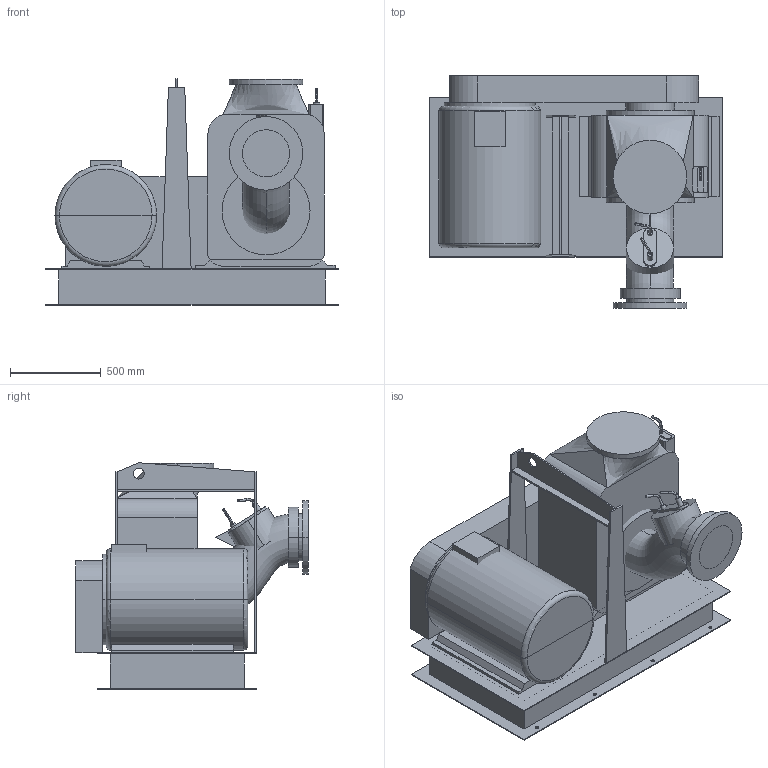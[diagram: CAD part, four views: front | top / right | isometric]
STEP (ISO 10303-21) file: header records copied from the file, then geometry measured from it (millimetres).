
FILE_DESCRIPTION(/* description */ (''),/* implementation_level */ '2;1');
FILE_NAME(/* name */ 'Насос Иртыш НС2 250-375-375-22-8-600_Q=300м3-ч.stp',/* time_stamp */ '2024-11-11T12:32:45+03:00',/* author */ ('a.zyazeva'),/* organization */ (''),/* preprocessor_version */ 'ST-DEVELOPER v18.1',/* originating_system */ 'Autodesk Inventor 2022',/* authorisation */ '');
FILE_SCHEMA (('AUTOMOTIVE_DESIGN { 1 0 10303 214 3 1 1 }'));
Length unit declared in the file: millimetre
Products named in the file (1): Насос Иртыш НС2
 250-375-375-22-8-600_Q=300м3-ч
Bounding box: 1610 x 1280 x 1248 mm (x, y, z)
Volume: 987186461.7 mm3; surface area: 17269520.8 mm2
Topology: 29 solids, 29 shells, 212 faces, 442 edges, 290 vertices
Faces by surface type: plane 136, cylinder 62, torus 8, bspline 6
Entity records: 9971 total; most frequent: CARTESIAN_POINT 5359, DIRECTION 930, ORIENTED_EDGE 884, EDGE_CURVE 442, AXIS2_PLACEMENT_3D 323, VERTEX_POINT 290, LINE 284, VECTOR 284
